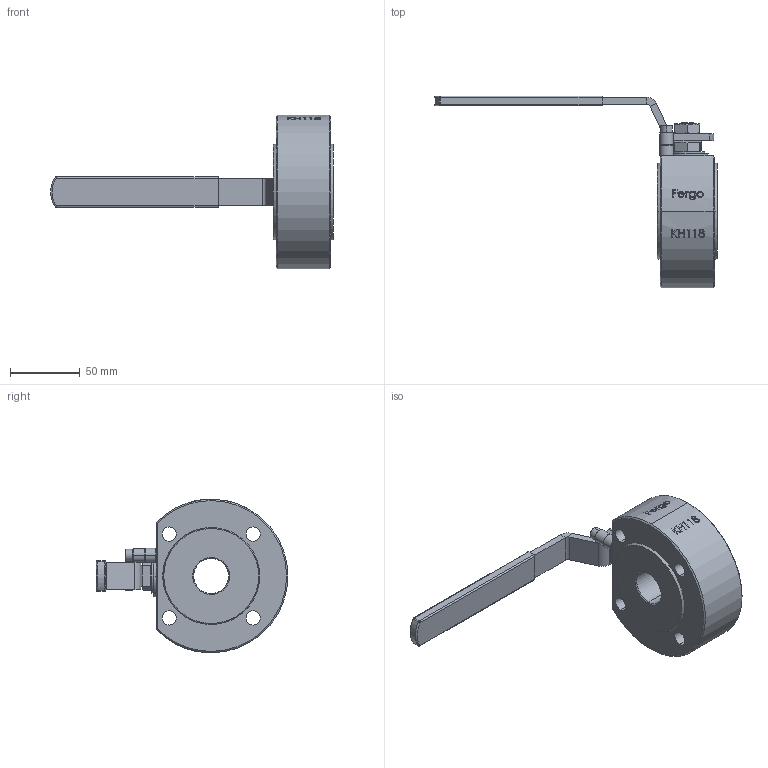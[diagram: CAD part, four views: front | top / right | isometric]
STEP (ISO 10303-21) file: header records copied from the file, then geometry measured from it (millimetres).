
FILE_DESCRIPTION (( 'STEP AP214' ), '1' );
FILE_NAME ('KH118-Kompakt-Kugelhahn-DN25-PN40-Handhebel-Fergo.STEP', '2022-11-08T14:30:05', ( '' ), ( '' ), 'SwSTEP 2.0', 'SolidWorks 2022', '' );
FILE_SCHEMA (( 'AUTOMOTIVE_DESIGN' ));
Length unit declared in the file: millimetre
Products named in the file (1): KH118-Kompakt-Kugelhahn-DN25-PN40-Handhebel-Fergo
Bounding box: 202.43 x 137.5 x 110 mm (x, y, z)
Volume: 354145.6 mm3; surface area: 51693.7 mm2
Topology: 1 solids, 1 shells, 247 faces, 791 edges, 590 vertices
Faces by surface type: plane 100, cylinder 80, cone 59, torus 4, sphere 4
Entity records: 13360 total; most frequent: CARTESIAN_POINT 6780, ORIENTED_EDGE 1554, DIRECTION 1074, EDGE_CURVE 777, VERTEX_POINT 590, AXIS2_PLACEMENT_3D 432, B_SPLINE_CURVE_WITH_KNOTS 383, EDGE_LOOP 317
